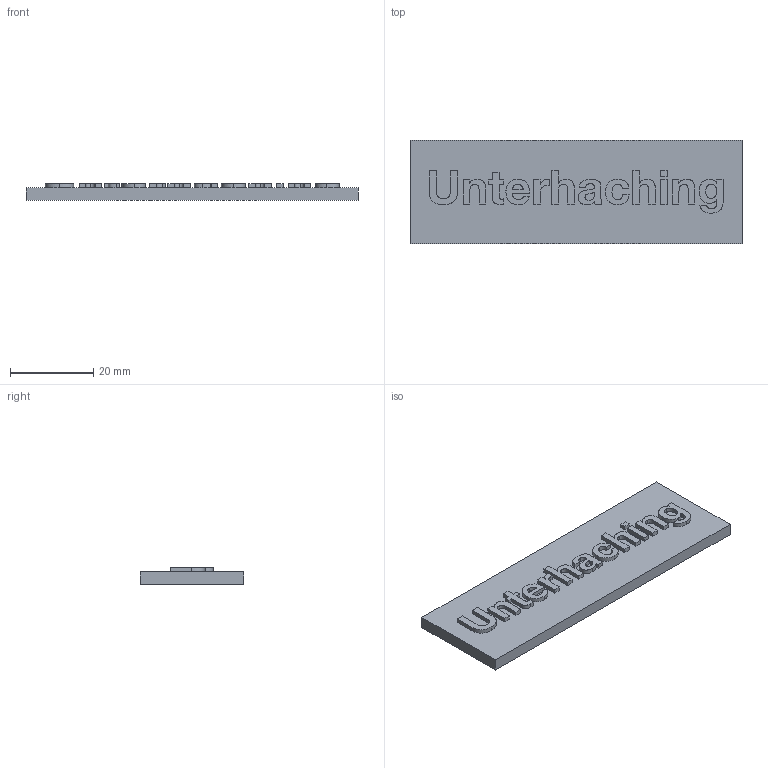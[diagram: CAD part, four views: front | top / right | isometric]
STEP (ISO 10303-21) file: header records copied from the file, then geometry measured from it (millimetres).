
FILE_DESCRIPTION(/* description */ (''),/* implementation_level */ '2;1');
FILE_NAME(/* name */ 'stationunterhaching.stp',/* time_stamp */ '2026-03-26T16:39:18+01:00',/* author */ ('goram'),/* organization */ (''),/* preprocessor_version */ 'ST-DEVELOPER v19.2',/* originating_system */ 'Autodesk Inventor 2023',/* authorisation */ '');
FILE_SCHEMA (('AUTOMOTIVE_DESIGN { 1 0 10303 214 3 1 1 }'));
Length unit declared in the file: millimetre
Products named in the file (1): stationsignname
Bounding box: 80 x 25 x 4 mm (x, y, z)
Volume: 6251.6 mm3; surface area: 5012.2 mm2
Topology: 1 solids, 1 shells, 177 faces, 477 edges, 318 vertices
Faces by surface type: plane 107, bspline 70
Entity records: 6018 total; most frequent: CARTESIAN_POINT 2007, ORIENTED_EDGE 954, DIRECTION 553, EDGE_CURVE 477, LINE 337, VECTOR 337, VERTEX_POINT 318, EDGE_LOOP 193
